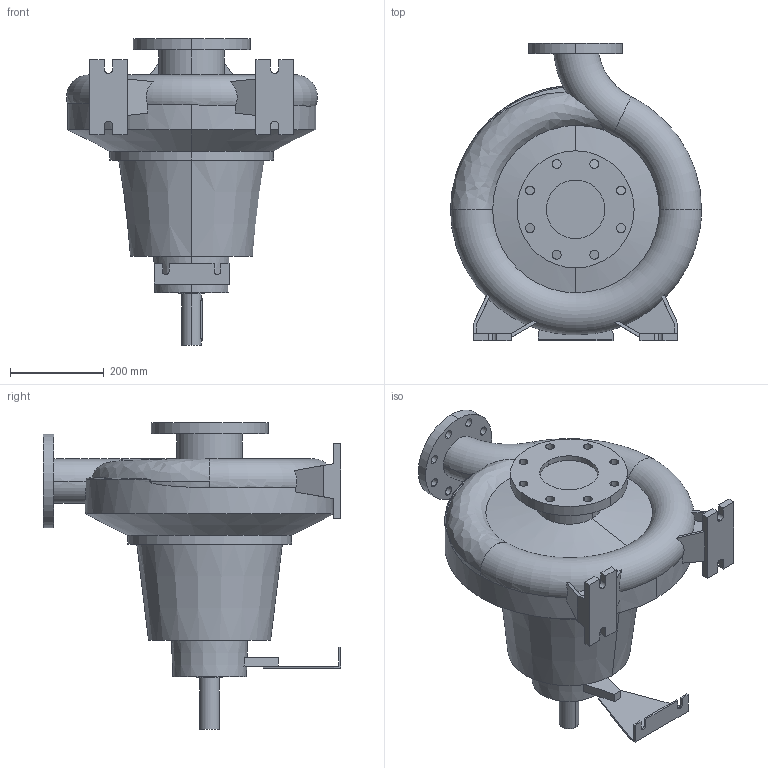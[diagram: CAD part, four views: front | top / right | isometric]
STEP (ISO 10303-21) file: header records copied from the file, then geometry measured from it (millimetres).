
FILE_DESCRIPTION (( 'STEP AP203' ), '1' );
FILE_NAME ('10017783swp00.step', '2023-07-10T11:02:00', ( '' ), ( '' ), 'SwSTEP 2.0', 'SolidWorks 2020', '' );
FILE_SCHEMA (( 'CONFIG_CONTROL_DESIGN' ));
Length unit declared in the file: millimetre
Products named in the file (1): 10017783swp00
Bounding box: 535.89 x 635 x 655 mm (x, y, z)
Volume: 50738706.7 mm3; surface area: 1258032.2 mm2
Topology: 1 solids, 1 shells, 174 faces, 486 edges, 323 vertices
Faces by surface type: plane 92, cylinder 64, cone 9, torus 7, bspline 2
Entity records: 7328 total; most frequent: CARTESIAN_POINT 2660, ORIENTED_EDGE 972, DIRECTION 938, EDGE_CURVE 486, AXIS2_PLACEMENT_3D 330, VERTEX_POINT 323, LINE 278, VECTOR 278
